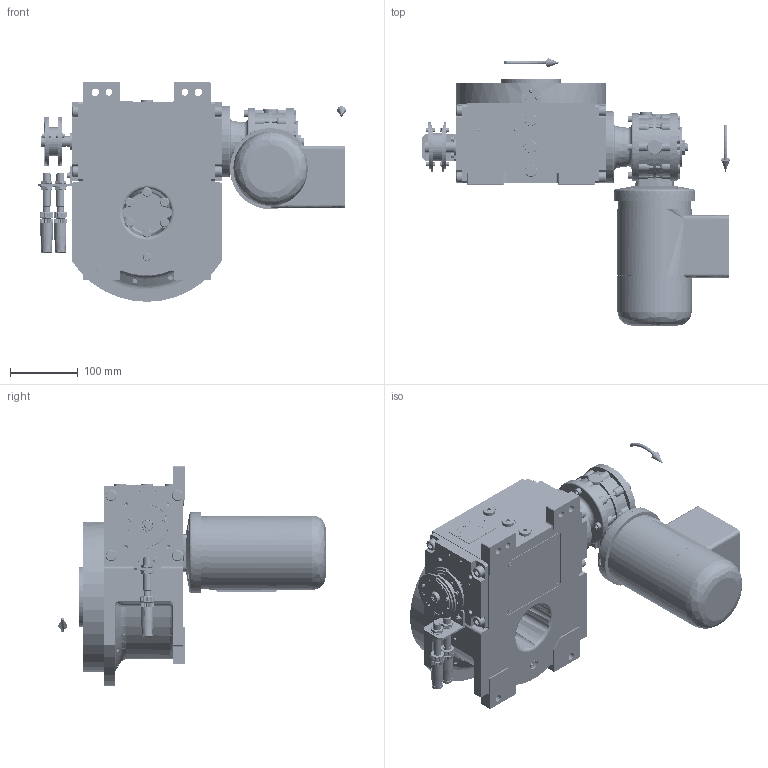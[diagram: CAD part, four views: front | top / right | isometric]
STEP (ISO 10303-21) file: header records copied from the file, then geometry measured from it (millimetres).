
FILE_DESCRIPTION (( 'STEP AP203' ), '1' );
FILE_NAME ('PC5200470.step', '2024-07-04T08:34:24', ( '' ), ( '' ), 'SwSTEP 2.0', 'SolidWorks 2020', '' );
FILE_SCHEMA (( 'CONFIG_CONTROL_DESIGN' ));
Length unit declared in the file: millimetre
Products named in the file (91): AS_rig06_002_bl_003; AS_rig06_015; rig06_007_master; CFN2356_03_047^rig06_071_06_m_asm(2)_rig06_071_06_m_asm.stp; AS_rig06_004; cfn2104_01_016; cfn2000_01_124; cfn2128_04_004; CFN2010_02_002^rig06_071_06_m_asm(2)_rig06_071_06_m_asm.stp; cfn2205_01_013; MA56B5; AS_cfn2476_01_002_60x46; rig06_003_6; cfn2077_01_018; cfn2400_04_024; RMI40_F1_LCB_DX_56B5; cfn2003_01_054; RIG06_005_ASM^rig06_071_06_m_asm(2)_rig06_071_06_m_asm.stp; cfn2155_01_056; 900_38_30_003; cfn2000_01_126; cfn2000_01_184; rig06_002_bl_003; cfn2151_01_090; cfn2000_01_103; cfn2000_01_161; cfn2128_19_002; CFN2000_01_185^RIG06_005_ASM_rig06_071_06_m_asm(2)_rig06_071_06_m_asm.stp; cfn2107_01_001; PC5200470; cfn2115_02_194; AS_rig06_016; cfn2155_01_303; AS_900_38_10_028; rig06_015; freccia_angolare; rig06_071_06_m_asm.stp; cfn2276_01_074; AS_cfn2400_04_024; AS_rig06_071_6_m ...
Assembly tree (88 placements, depth 5):
  rig06_007_master
  CFN2356_03_047^rig06_071_06_m_asm(2)_rig06_071_06_m_asm.stp
  cfn2205_01_013
  cfn2077_01_018
  cfn2151_01_090
Bounding box: 455.5 x 395.5 x 325 mm (x, y, z)
Volume: 5350882.3 mm3; surface area: 1097209.6 mm2
Topology: 76 solids, 76 shells, 5783 faces, 14735 edges, 9358 vertices
Faces by surface type: plane 2667, cylinder 1952, cone 921, torus 152, bspline 85, sphere 6
Entity records: 165203 total; most frequent: CARTESIAN_POINT 45059, ORIENTED_EDGE 23098, DIRECTION 23021, EDGE_CURVE 11549, AXIS2_PLACEMENT_3D 8443, VERTEX_POINT 7412, VECTOR 6135, LINE 6135
